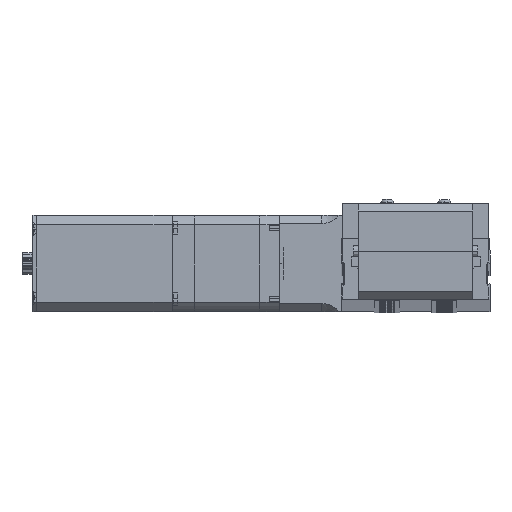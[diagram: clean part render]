
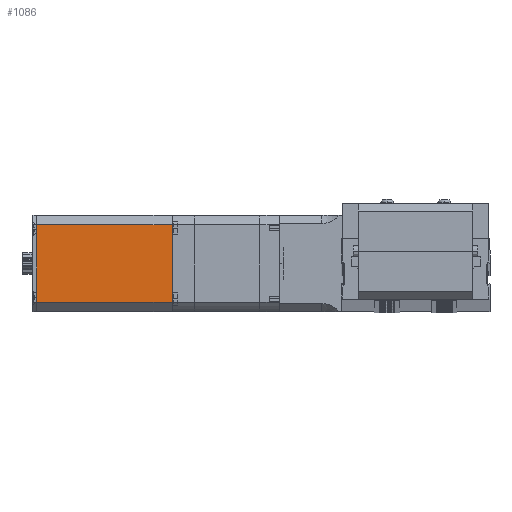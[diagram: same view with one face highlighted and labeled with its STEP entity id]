
A CAD part, top view. The second image highlights one B-rep face of the part: STEP entity #1086.
In plain terms, the highlighted face is planar.
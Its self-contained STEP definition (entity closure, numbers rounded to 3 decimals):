
#1086 = ADVANCED_FACE ( 'NONE', ( #14168 ), #25817, .F. ) ;
#4442 = EDGE_CURVE ( 'NONE', #17307, #35204, #37224, .T. ) ;
#4667 = VERTEX_POINT ( 'NONE', #17116 ) ;
#4868 = DIRECTION ( 'NONE',  ( 0., 1., 0. ) ) ;
#7062 = ORIENTED_EDGE ( 'NONE', *, *, #15465, .F. ) ;
#8381 = CARTESIAN_POINT ( 'NONE',  ( -31., 17., -106.25 ) ) ;
#9658 = CARTESIAN_POINT ( 'NONE',  ( -31., -17., -106.25 ) ) ;
#10893 = EDGE_CURVE ( 'NONE', #35204, #4667, #33231, .T. ) ;
#11648 = VECTOR ( 'NONE', #27409, 1000. ) ;
#12898 = DIRECTION ( 'NONE',  ( 0., 1., 0. ) ) ;
#14168 = FACE_OUTER_BOUND ( 'NONE', #20692, .T. ) ;
#15192 = CARTESIAN_POINT ( 'NONE',  ( -31., 17., -106.25 ) ) ;
#15225 = ORIENTED_EDGE ( 'NONE', *, *, #27054, .F. ) ;
#15465 = EDGE_CURVE ( 'NONE', #26920, #4667, #25385, .T. ) ;
#16041 = DIRECTION ( 'NONE',  ( 0., 1., 0. ) ) ;
#16952 = ORIENTED_EDGE ( 'NONE', *, *, #4442, .T. ) ;
#17116 = CARTESIAN_POINT ( 'NONE',  ( -31., 17., -47. ) ) ;
#17307 = VERTEX_POINT ( 'NONE', #9658 ) ;
#17895 = AXIS2_PLACEMENT_3D ( 'NONE', #8381, #35466, #4868 ) ;
#18727 = VECTOR ( 'NONE', #12898, 1000. ) ;
#20692 = EDGE_LOOP ( 'NONE', ( #31078, #7062, #15225, #16952 ) ) ;
#21499 = DIRECTION ( 'NONE',  ( 0., 0., 1. ) ) ;
#23233 = CARTESIAN_POINT ( 'NONE',  ( -31., 17., -106.25 ) ) ;
#25385 = LINE ( 'NONE', #15192, #11648 ) ;
#25817 = PLANE ( 'NONE',  #17895 ) ;
#26920 = VERTEX_POINT ( 'NONE', #23233 ) ;
#27036 = CARTESIAN_POINT ( 'NONE',  ( -31., -17., -106.25 ) ) ;
#27054 = EDGE_CURVE ( 'NONE', #17307, #26920, #33817, .T. ) ;
#27409 = DIRECTION ( 'NONE',  ( 0., 0., 1. ) ) ;
#27841 = CARTESIAN_POINT ( 'NONE',  ( -31., 17., -47. ) ) ;
#30851 = CARTESIAN_POINT ( 'NONE',  ( -31., 17., -106.25 ) ) ;
#31078 = ORIENTED_EDGE ( 'NONE', *, *, #10893, .T. ) ;
#33231 = LINE ( 'NONE', #27841, #35146 ) ;
#33817 = LINE ( 'NONE', #30851, #18727 ) ;
#34277 = VECTOR ( 'NONE', #21499, 1000. ) ;
#35146 = VECTOR ( 'NONE', #16041, 1000. ) ;
#35204 = VERTEX_POINT ( 'NONE', #38290 ) ;
#35466 = DIRECTION ( 'NONE',  ( 1., 0., 0. ) ) ;
#37224 = LINE ( 'NONE', #27036, #34277 ) ;
#38290 = CARTESIAN_POINT ( 'NONE',  ( -31., -17., -47. ) ) ;
